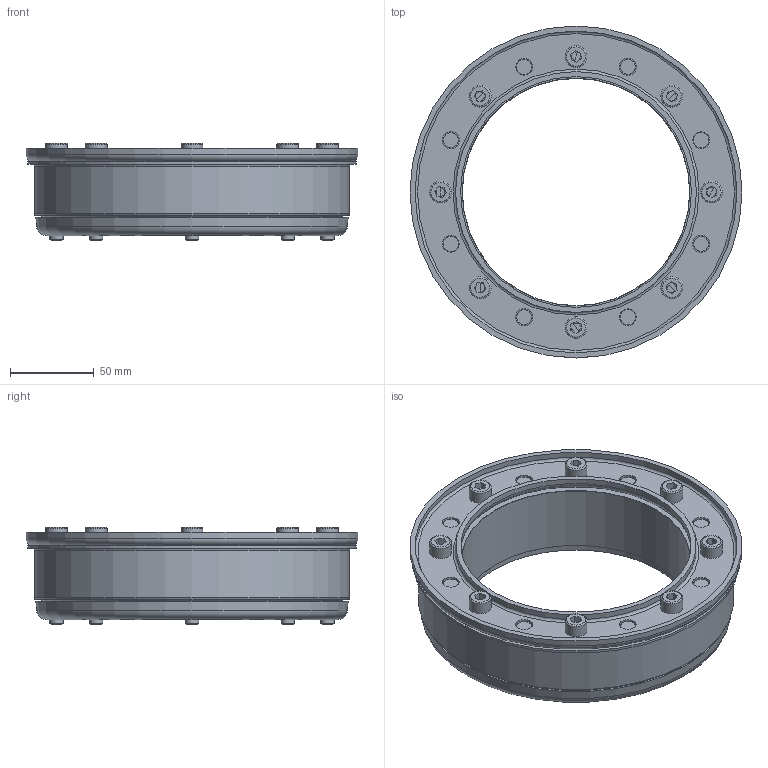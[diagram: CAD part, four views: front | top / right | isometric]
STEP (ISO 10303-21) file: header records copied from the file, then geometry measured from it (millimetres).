
FILE_DESCRIPTION(/* description */ (''),/* implementation_level */ '2;1');
FILE_NAME(/* name */ 'SPM188.stp',/* time_stamp */ '2022-04-07T09:28:29+02:00',/* author */ ('ENTER YOUR USERNAME'),/* organization */ (''),/* preprocessor_version */ 'ST-DEVELOPER v17.2',/* originating_system */ 'Autodesk Inventor 2019',/* authorisation */ '');
FILE_SCHEMA (('AUTOMOTIVE_DESIGN { 1 0 10303 214 3 1 1 }'));
Length unit declared in the file: millimetre
Products named in the file (6): SPM188; 100-074612; 100-074613; 100-074614; 100-074615; ISO 4762 - M8 x 50
Assembly tree (12 placements, depth 3):
  SPM188
    100-074612
      100-074613
      100-074614
      100-074615
      ISO 4762 - M8 x 50  x8
Bounding box: 198 x 198 x 58 mm (x, y, z)
Volume: 640065.5 mm3; surface area: 169302.5 mm2
Topology: 11 solids, 11 shells, 234 faces, 642 edges, 451 vertices
Faces by surface type: plane 91, cylinder 80, cone 35, torus 28
Full cylindrical faces by diameter (mm): 7.25 x8, 7.9 x16, 8 x16, 8.3 x8, 9 x8, 10 x8, 13 x8, 135.6 x1, 137.6 x2, 143.6 x1, 188 x1, 192 x1, 196 x1, 198 x1
Entity records: 4718 total; most frequent: DIRECTION 889, CARTESIAN_POINT 763, ORIENTED_EDGE 708, AXIS2_PLACEMENT_3D 395, EDGE_CURVE 354, CIRCLE 248, VERTEX_POINT 248, EDGE_LOOP 214
